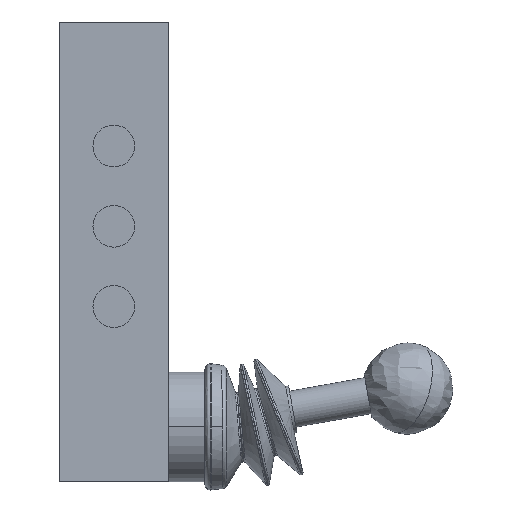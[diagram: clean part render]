
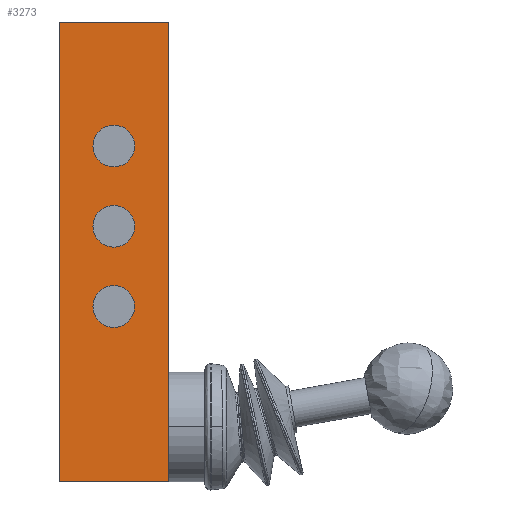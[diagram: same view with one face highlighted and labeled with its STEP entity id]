
A CAD part, front view. The second image highlights one B-rep face of the part: STEP entity #3273.
In plain terms, the highlighted planar face has unit normal (0, -1, 0).
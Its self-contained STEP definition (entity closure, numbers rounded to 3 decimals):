
#432 = EDGE_CURVE ( 'NONE', #3343, #5797, #4113, .T. ) ;
#1162 = VERTEX_POINT ( 'NONE', #7387 ) ;
#1276 = ORIENTED_EDGE ( 'NONE', *, *, #2183, .T. ) ;
#1591 = EDGE_CURVE ( 'NONE', #3043, #2940, #8173, .T. ) ;
#1859 = EDGE_CURVE ( 'NONE', #2388, #1162, #8416, .T. ) ;
#2157 = ORIENTED_EDGE ( 'NONE', *, *, #1859, .T. ) ;
#2183 = EDGE_CURVE ( 'NONE', #2940, #3043, #8737, .T. ) ;
#2388 = VERTEX_POINT ( 'NONE', #8839 ) ;
#2616 = VERTEX_POINT ( 'NONE', #9021 ) ;
#2707 = ORIENTED_EDGE ( 'NONE', *, *, #6285, .T. ) ;
#2940 = VERTEX_POINT ( 'NONE', #9317 ) ;
#3043 = VERTEX_POINT ( 'NONE', #9409 ) ;
#3222 = ORIENTED_EDGE ( 'NONE', *, *, #432, .T. ) ;
#3273 = ADVANCED_FACE ( 'NONE', ( #9552, #9553, #9554, #9555 ), #9556, .T. ) ;
#3343 = VERTEX_POINT ( 'NONE', #9616 ) ;
#3515 = EDGE_LOOP ( 'NONE', ( #4000, #4708 ) ) ;
#3636 = EDGE_LOOP ( 'NONE', ( #4130, #2157, #2707, #3222 ) ) ;
#4000 = ORIENTED_EDGE ( 'NONE', *, *, #10888, .T. ) ;
#4113 = LINE ( 'NONE', #4114, #4115 ) ;
#4114 = CARTESIAN_POINT ( 'NONE',  ( 15., -25., 126. ) ) ;
#4115 = VECTOR ( 'NONE', #4116, 1000. ) ;
#4116 = DIRECTION ( 'NONE',  ( -1., 0., 0. ) ) ;
#4130 = ORIENTED_EDGE ( 'NONE', *, *, #4502, .F. ) ;
#4502 = EDGE_CURVE ( 'NONE', #2388, #5797, #10384, .T. ) ;
#4708 = ORIENTED_EDGE ( 'NONE', *, *, #8665, .T. ) ;
#4960 = EDGE_LOOP ( 'NONE', ( #5463, #5999 ) ) ;
#5463 = ORIENTED_EDGE ( 'NONE', *, *, #6887, .T. ) ;
#5493 = EDGE_CURVE ( 'NONE', #7211, #2616, #11016, .T. ) ;
#5797 = VERTEX_POINT ( 'NONE', #11143 ) ;
#5999 = ORIENTED_EDGE ( 'NONE', *, *, #5493, .T. ) ;
#6239 = EDGE_LOOP ( 'NONE', ( #6737, #1276 ) ) ;
#6285 = EDGE_CURVE ( 'NONE', #1162, #3343, #11382, .T. ) ;
#6737 = ORIENTED_EDGE ( 'NONE', *, *, #1591, .T. ) ;
#6746 = CIRCLE ( 'NONE', #6747, 5.723 ) ;
#6747 = AXIS2_PLACEMENT_3D ( 'NONE', #6748, #6749, #6750 ) ;
#6748 = CARTESIAN_POINT ( 'NONE',  ( 0., -25., 92. ) ) ;
#6749 = DIRECTION ( 'NONE',  ( 0., 1., 0. ) ) ;
#6750 = DIRECTION ( 'NONE',  ( 0., 0., -1. ) ) ;
#6798 = VERTEX_POINT ( 'NONE', #11593 ) ;
#6887 = EDGE_CURVE ( 'NONE', #2616, #7211, #11652, .T. ) ;
#6905 = VERTEX_POINT ( 'NONE', #11657 ) ;
#7211 = VERTEX_POINT ( 'NONE', #11823 ) ;
#7387 = CARTESIAN_POINT ( 'NONE',  ( 15., -25., 0. ) ) ;
#8173 = CIRCLE ( 'NONE', #8174, 5.723 ) ;
#8174 = AXIS2_PLACEMENT_3D ( 'NONE', #8175, #8176, #8177 ) ;
#8175 = CARTESIAN_POINT ( 'NONE',  ( 0., -25., 70. ) ) ;
#8176 = DIRECTION ( 'NONE',  ( 0., 1., 0. ) ) ;
#8177 = DIRECTION ( 'NONE',  ( 0., 0., -1. ) ) ;
#8416 = LINE ( 'NONE', #8417, #8418 ) ;
#8417 = CARTESIAN_POINT ( 'NONE',  ( 15., -25., 0. ) ) ;
#8418 = VECTOR ( 'NONE', #8419, 1000. ) ;
#8419 = DIRECTION ( 'NONE',  ( 1., 0., 0. ) ) ;
#8665 = EDGE_CURVE ( 'NONE', #6798, #6905, #13140, .T. ) ;
#8737 = CIRCLE ( 'NONE', #8738, 5.723 ) ;
#8738 = AXIS2_PLACEMENT_3D ( 'NONE', #8739, #8740, #8741 ) ;
#8739 = CARTESIAN_POINT ( 'NONE',  ( 0., -25., 70. ) ) ;
#8740 = DIRECTION ( 'NONE',  ( 0., 1., 0. ) ) ;
#8741 = DIRECTION ( 'NONE',  ( 0., 0., -1. ) ) ;
#8839 = CARTESIAN_POINT ( 'NONE',  ( -15., -25., 0. ) ) ;
#9021 = CARTESIAN_POINT ( 'NONE',  ( 0., -25., 42.278 ) ) ;
#9317 = CARTESIAN_POINT ( 'NONE',  ( 0., -25., 75.723 ) ) ;
#9409 = CARTESIAN_POINT ( 'NONE',  ( 0., -25., 64.278 ) ) ;
#9552 = FACE_OUTER_BOUND ( 'NONE', #3636, .T. ) ;
#9553 = FACE_BOUND ( 'NONE', #3515, .T. ) ;
#9554 = FACE_BOUND ( 'NONE', #4960, .T. ) ;
#9555 = FACE_BOUND ( 'NONE', #6239, .T. ) ;
#9556 = PLANE ( 'NONE',  #9557 ) ;
#9557 = AXIS2_PLACEMENT_3D ( 'NONE', #9558, #9559, #9560 ) ;
#9558 = CARTESIAN_POINT ( 'NONE',  ( 15., -25., 0. ) ) ;
#9559 = DIRECTION ( 'NONE',  ( 0., -1., 0. ) ) ;
#9560 = DIRECTION ( 'NONE',  ( 0., 0., -1. ) ) ;
#9616 = CARTESIAN_POINT ( 'NONE',  ( 15., -25., 126. ) ) ;
#10384 = LINE ( 'NONE', #10385, #10386 ) ;
#10385 = CARTESIAN_POINT ( 'NONE',  ( -15., -25., 0. ) ) ;
#10386 = VECTOR ( 'NONE', #10387, 1000. ) ;
#10387 = DIRECTION ( 'NONE',  ( 0., 0., 1. ) ) ;
#10888 = EDGE_CURVE ( 'NONE', #6905, #6798, #6746, .T. ) ;
#11016 = CIRCLE ( 'NONE', #11017, 5.722 ) ;
#11017 = AXIS2_PLACEMENT_3D ( 'NONE', #11018, #11019, #11020 ) ;
#11018 = CARTESIAN_POINT ( 'NONE',  ( 0., -25., 48. ) ) ;
#11019 = DIRECTION ( 'NONE',  ( 0., 1., 0. ) ) ;
#11020 = DIRECTION ( 'NONE',  ( 0., 0., -1. ) ) ;
#11143 = CARTESIAN_POINT ( 'NONE',  ( -15., -25., 126. ) ) ;
#11382 = LINE ( 'NONE', #11383, #11384 ) ;
#11383 = CARTESIAN_POINT ( 'NONE',  ( 15., -25., 0. ) ) ;
#11384 = VECTOR ( 'NONE', #11385, 1000. ) ;
#11385 = DIRECTION ( 'NONE',  ( 0., 0., 1. ) ) ;
#11593 = CARTESIAN_POINT ( 'NONE',  ( 0., -25., 97.723 ) ) ;
#11652 = CIRCLE ( 'NONE', #11653, 5.722 ) ;
#11653 = AXIS2_PLACEMENT_3D ( 'NONE', #11654, #11655, #11656 ) ;
#11654 = CARTESIAN_POINT ( 'NONE',  ( 0., -25., 48. ) ) ;
#11655 = DIRECTION ( 'NONE',  ( 0., 1., 0. ) ) ;
#11656 = DIRECTION ( 'NONE',  ( 0., 0., -1. ) ) ;
#11657 = CARTESIAN_POINT ( 'NONE',  ( 0., -25., 86.277 ) ) ;
#11823 = CARTESIAN_POINT ( 'NONE',  ( 0., -25., 53.723 ) ) ;
#13140 = CIRCLE ( 'NONE', #13141, 5.723 ) ;
#13141 = AXIS2_PLACEMENT_3D ( 'NONE', #13142, #13143, #13144 ) ;
#13142 = CARTESIAN_POINT ( 'NONE',  ( 0., -25., 92. ) ) ;
#13143 = DIRECTION ( 'NONE',  ( 0., 1., 0. ) ) ;
#13144 = DIRECTION ( 'NONE',  ( 0., 0., -1. ) ) ;
